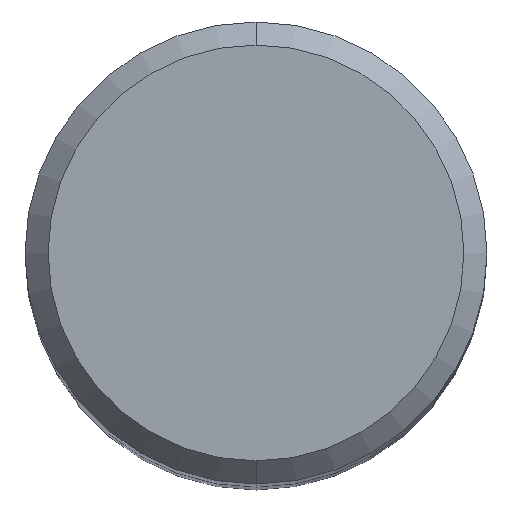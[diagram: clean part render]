
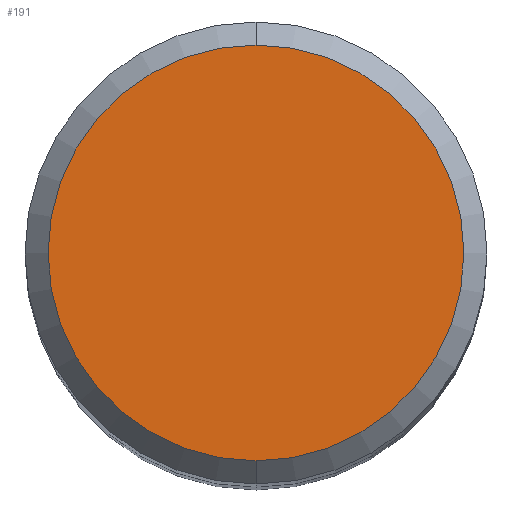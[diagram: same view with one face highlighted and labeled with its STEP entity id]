
A CAD part, top view. The second image highlights one B-rep face of the part: STEP entity #191.
In plain terms, the highlighted planar face has unit normal (0, 0, 1).
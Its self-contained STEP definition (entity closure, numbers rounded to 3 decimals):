
#109=VERTEX_POINT('',#262);
#111=VERTEX_POINT('',#264);
#191=ADVANCED_FACE('',(#355),#356,.T.);
#203=EDGE_CURVE('',#109,#111,#369,.T.);
#223=EDGE_CURVE('',#111,#109,#391,.T.);
#262=CARTESIAN_POINT('',(0.0,5.4,0.));
#264=CARTESIAN_POINT('',(0.,-5.4,0.));
#355=FACE_OUTER_BOUND('',#542,.T.);
#356=PLANE('',#543);
#369=CIRCLE('',#561,5.4);
#391=CIRCLE('',#590,5.4);
#542=EDGE_LOOP('',(#740,#741));
#543=AXIS2_PLACEMENT_3D('',#742,#743,#744);
#561=AXIS2_PLACEMENT_3D('',#760,#761,#762);
#590=AXIS2_PLACEMENT_3D('',#786,#787,#788);
#740=ORIENTED_EDGE('',*,*,#203,.F.);
#741=ORIENTED_EDGE('',*,*,#223,.F.);
#742=CARTESIAN_POINT('',(0.0,2.7,0.));
#743=DIRECTION('',(-0.0,0.0,1.0));
#744=DIRECTION('',(0.0,-1.0,0.0));
#760=CARTESIAN_POINT('',(0.0,0.0,0.));
#761=DIRECTION('',(0.0,0.0,-1.0));
#762=DIRECTION('',(0.0,1.0,0.0));
#786=CARTESIAN_POINT('',(0.0,0.0,0.));
#787=DIRECTION('',(0.0,0.0,-1.0));
#788=DIRECTION('',(0.0,1.0,0.0));
